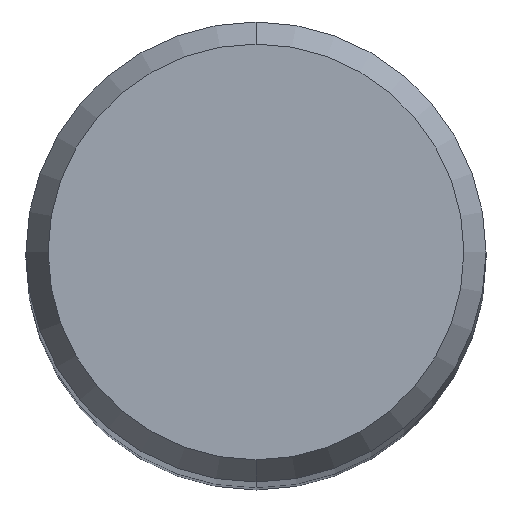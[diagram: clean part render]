
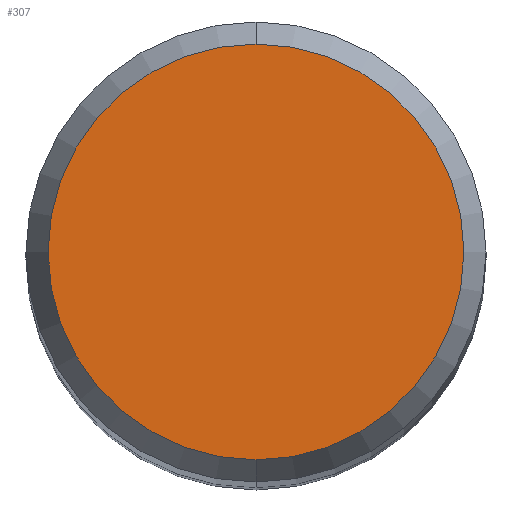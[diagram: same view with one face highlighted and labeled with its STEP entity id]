
A CAD part, top view. The second image highlights one B-rep face of the part: STEP entity #307.
In plain terms, the highlighted planar face has unit normal (0, 0, 1).
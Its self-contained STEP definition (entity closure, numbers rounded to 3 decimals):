
#217=EDGE_CURVE('',#337,#309,#491,.T.);
#279=EDGE_CURVE('',#309,#337,#556,.T.);
#307=ADVANCED_FACE('',(#587),#588,.T.);
#309=VERTEX_POINT('',#590);
#337=VERTEX_POINT('',#622);
#491=CIRCLE('',#846,4.304);
#556=CIRCLE('',#1017,4.304);
#587=FACE_OUTER_BOUND('',#1073,.T.);
#588=PLANE('',#1074);
#590=CARTESIAN_POINT('',(0.0,4.304,0.0));
#622=CARTESIAN_POINT('',(0.,-4.304,0.0));
#846=AXIS2_PLACEMENT_3D('',#1399,#1400,#1401);
#1017=AXIS2_PLACEMENT_3D('',#1442,#1443,#1444);
#1073=EDGE_LOOP('',(#1489,#1490));
#1074=AXIS2_PLACEMENT_3D('',#1491,#1492,#1493);
#1399=CARTESIAN_POINT('',(0.0,0.0,0.0));
#1400=DIRECTION('',(0.0,0.0,-1.0));
#1401=DIRECTION('',(0.0,1.0,0.0));
#1442=CARTESIAN_POINT('',(0.0,0.0,0.0));
#1443=DIRECTION('',(0.0,0.0,-1.0));
#1444=DIRECTION('',(0.0,1.0,0.0));
#1489=ORIENTED_EDGE('',*,*,#279,.F.);
#1490=ORIENTED_EDGE('',*,*,#217,.F.);
#1491=CARTESIAN_POINT('',(0.0,2.152,0.0));
#1492=DIRECTION('',(-0.0,0.0,1.0));
#1493=DIRECTION('',(0.0,-1.0,0.0));
